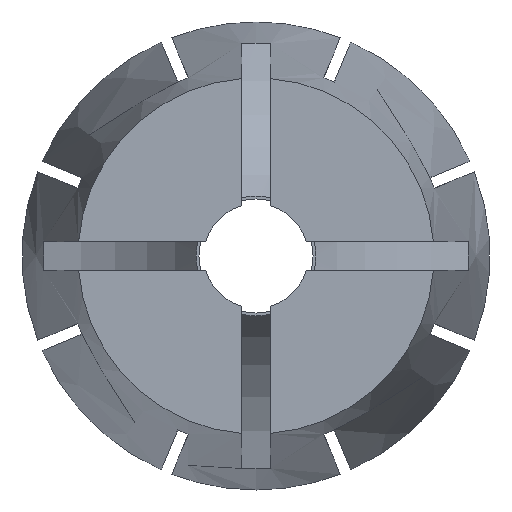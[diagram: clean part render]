
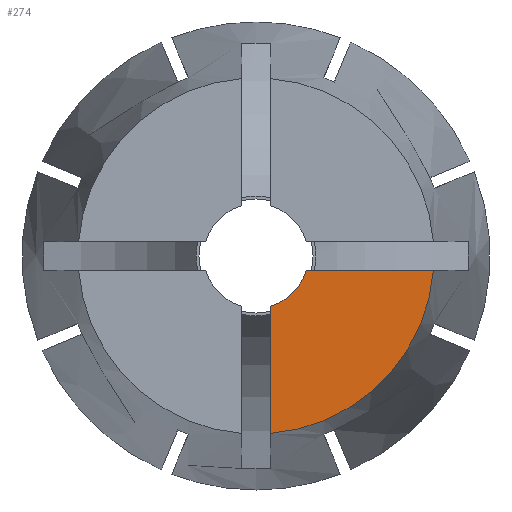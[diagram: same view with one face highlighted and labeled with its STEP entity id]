
A CAD part, left-side view. The second image highlights one B-rep face of the part: STEP entity #274.
In plain terms, the highlighted planar face has unit normal (-1, 0, 0).
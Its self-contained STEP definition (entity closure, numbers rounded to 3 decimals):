
#65 = AXIS2_PLACEMENT_3D ( 'NONE', #540, #4046, #4042 ) ;
#222 = DIRECTION ( 'NONE',  ( 0., 0., -1. ) ) ;
#274 = ADVANCED_FACE ( 'NONE', ( #3268 ), #2645, .T. ) ;
#482 = CARTESIAN_POINT ( 'NONE',  ( -46., -1.25, -4.406 ) ) ;
#531 = DIRECTION ( 'NONE',  ( 0., -1., 0. ) ) ;
#540 = CARTESIAN_POINT ( 'NONE',  ( -46., 0., 0. ) ) ;
#546 = CARTESIAN_POINT ( 'NONE',  ( -46., -1.25, 0. ) ) ;
#569 = CARTESIAN_POINT ( 'NONE',  ( -46., -15.595, -1.25 ) ) ;
#606 = DIRECTION ( 'NONE',  ( 0., 0., -1. ) ) ;
#816 = EDGE_CURVE ( 'NONE', #4097, #3217, #2112, .T. ) ;
#829 = EDGE_CURVE ( 'NONE', #3217, #3209, #2110, .T. ) ;
#834 = EDGE_CURVE ( 'NONE', #4097, #2371, #2077, .T. ) ;
#1172 = CIRCLE ( 'NONE', #3552, 15.595 ) ;
#1236 = DIRECTION ( 'NONE',  ( 1., 0., 0. ) ) ;
#1280 = EDGE_LOOP ( 'NONE', ( #2057, #3656, #1614, #1646 ) ) ;
#1614 = ORIENTED_EDGE ( 'NONE', *, *, #3844, .F. ) ;
#1646 = ORIENTED_EDGE ( 'NONE', *, *, #834, .F. ) ;
#2057 = ORIENTED_EDGE ( 'NONE', *, *, #816, .T. ) ;
#2070 = VECTOR ( 'NONE', #531, 1000. ) ;
#2072 = VECTOR ( 'NONE', #606, 1000. ) ;
#2077 = LINE ( 'NONE', #569, #2070 ) ;
#2110 = LINE ( 'NONE', #546, #2072 ) ;
#2112 = CIRCLE ( 'NONE', #65, 4.58 ) ;
#2239 = CARTESIAN_POINT ( 'NONE',  ( -46., -15.545, -1.25 ) ) ;
#2371 = VERTEX_POINT ( 'NONE', #2239 ) ;
#2462 = CARTESIAN_POINT ( 'NONE',  ( -46., -4.406, -1.25 ) ) ;
#2605 = AXIS2_PLACEMENT_3D ( 'NONE', #2621, #2632, #2629 ) ;
#2621 = CARTESIAN_POINT ( 'NONE',  ( -46., -15.595, 0. ) ) ;
#2629 = DIRECTION ( 'NONE',  ( 0., 0., 1. ) ) ;
#2632 = DIRECTION ( 'NONE',  ( -1., 0., 0. ) ) ;
#2645 = PLANE ( 'NONE',  #2605 ) ;
#3209 = VERTEX_POINT ( 'NONE', #3748 ) ;
#3217 = VERTEX_POINT ( 'NONE', #482 ) ;
#3268 = FACE_OUTER_BOUND ( 'NONE', #1280, .T. ) ;
#3552 = AXIS2_PLACEMENT_3D ( 'NONE', #3968, #1236, #222 ) ;
#3656 = ORIENTED_EDGE ( 'NONE', *, *, #829, .T. ) ;
#3748 = CARTESIAN_POINT ( 'NONE',  ( -46., -1.25, -15.545 ) ) ;
#3844 = EDGE_CURVE ( 'NONE', #2371, #3209, #1172, .T. ) ;
#3968 = CARTESIAN_POINT ( 'NONE',  ( -46., 0., 0. ) ) ;
#4042 = DIRECTION ( 'NONE',  ( 0., 0., -1. ) ) ;
#4046 = DIRECTION ( 'NONE',  ( 1., 0., 0. ) ) ;
#4097 = VERTEX_POINT ( 'NONE', #2462 ) ;
